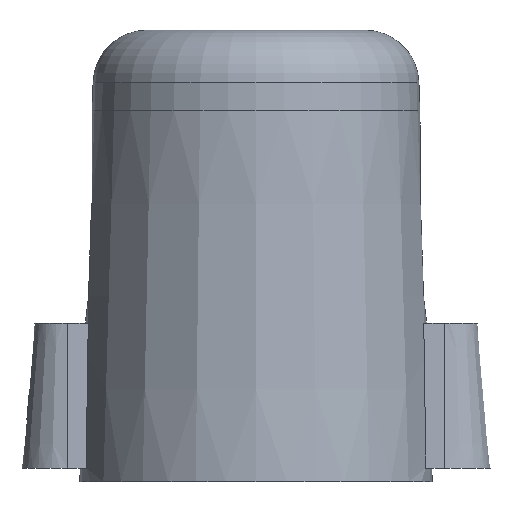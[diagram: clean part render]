
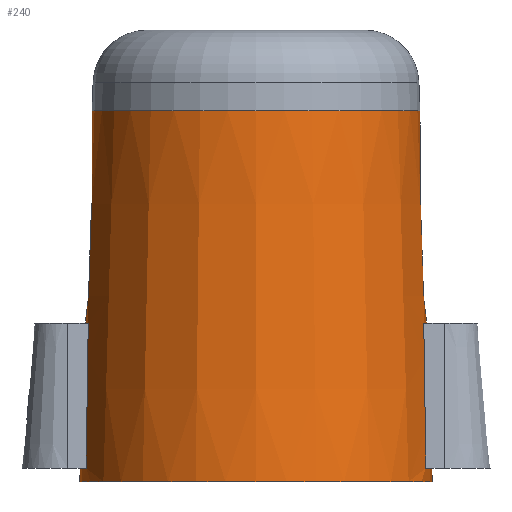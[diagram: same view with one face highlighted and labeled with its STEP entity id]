
A CAD part, left-side view. The second image highlights one B-rep face of the part: STEP entity #240.
In plain terms, the highlighted conical face has half-angle 1.9 degrees and reference radius 3.05 mm.
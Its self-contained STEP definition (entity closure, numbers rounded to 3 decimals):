
#15=FACE_BOUND('',#65,.T.);
#16=FACE_BOUND('',#66,.T.);
#21=CONICAL_SURFACE('',#274,3.05,0.033);
#22=CIRCLE('',#247,3.271);
#24=CIRCLE('',#250,3.181);
#26=CIRCLE('',#253,3.181);
#29=CIRCLE('',#265,3.271);
#34=CIRCLE('',#272,3.05);
#35=CIRCLE('',#275,3.279);
#49=FACE_OUTER_BOUND('',#64,.T.);
#64=EDGE_LOOP('',(#204,#205,#206,#207));
#65=EDGE_LOOP('',(#208,#209,#210,#211));
#66=EDGE_LOOP('',(#212,#213,#214,#215));
#81=LINE('',#426,#95);
#95=VECTOR('',#356,3.05);
#96=ELLIPSE('',#245,39.512,3.187);
#97=ELLIPSE('',#256,39.512,3.187);
#98=ELLIPSE('',#258,39.512,3.187);
#99=ELLIPSE('',#261,39.512,3.187);
#100=VERTEX_POINT('',#361);
#101=VERTEX_POINT('',#362);
#104=VERTEX_POINT('',#370);
#106=VERTEX_POINT('',#376);
#108=VERTEX_POINT('',#382);
#109=VERTEX_POINT('',#383);
#112=VERTEX_POINT('',#394);
#114=VERTEX_POINT('',#401);
#119=VERTEX_POINT('',#419);
#120=VERTEX_POINT('',#424);
#121=EDGE_CURVE('',#100,#101,#96,.T.);
#125=EDGE_CURVE('',#104,#100,#22,.T.);
#128=EDGE_CURVE('',#101,#106,#24,.T.);
#131=EDGE_CURVE('',#108,#109,#26,.T.);
#135=EDGE_CURVE('',#106,#104,#97,.T.);
#137=EDGE_CURVE('',#112,#108,#98,.T.);
#140=EDGE_CURVE('',#109,#114,#99,.T.);
#144=EDGE_CURVE('',#114,#112,#29,.T.);
#150=EDGE_CURVE('',#119,#119,#34,.T.);
#151=EDGE_CURVE('',#120,#120,#35,.F.);
#152=EDGE_CURVE('',#120,#119,#81,.T.);
#204=ORIENTED_EDGE('',*,*,#151,.F.);
#205=ORIENTED_EDGE('',*,*,#152,.T.);
#206=ORIENTED_EDGE('',*,*,#150,.F.);
#207=ORIENTED_EDGE('',*,*,#152,.F.);
#208=ORIENTED_EDGE('',*,*,#137,.T.);
#209=ORIENTED_EDGE('',*,*,#131,.T.);
#210=ORIENTED_EDGE('',*,*,#140,.T.);
#211=ORIENTED_EDGE('',*,*,#144,.T.);
#212=ORIENTED_EDGE('',*,*,#135,.T.);
#213=ORIENTED_EDGE('',*,*,#125,.T.);
#214=ORIENTED_EDGE('',*,*,#121,.T.);
#215=ORIENTED_EDGE('',*,*,#128,.T.);
#240=ADVANCED_FACE('',(#49,#15,#16),#21,.T.);
#245=AXIS2_PLACEMENT_3D('',#363,#281,#282);
#247=AXIS2_PLACEMENT_3D('',#371,#288,#289);
#250=AXIS2_PLACEMENT_3D('',#377,#295,#296);
#253=AXIS2_PLACEMENT_3D('',#384,#302,#303);
#256=AXIS2_PLACEMENT_3D('',#391,#310,#311);
#258=AXIS2_PLACEMENT_3D('',#395,#315,#316);
#261=AXIS2_PLACEMENT_3D('',#402,#323,#324);
#265=AXIS2_PLACEMENT_3D('',#409,#333,#334);
#272=AXIS2_PLACEMENT_3D('',#421,#348,#349);
#274=AXIS2_PLACEMENT_3D('',#423,#352,#353);
#275=AXIS2_PLACEMENT_3D('',#425,#354,#355);
#281=DIRECTION('center_axis',(0.996,0.,0.087));
#282=DIRECTION('ref_axis',(-0.087,0.,0.996));
#288=DIRECTION('center_axis',(0.,0.,-1.));
#289=DIRECTION('ref_axis',(1.,0.,0.));
#295=DIRECTION('center_axis',(0.,0.,1.));
#296=DIRECTION('ref_axis',(1.,0.,0.));
#302=DIRECTION('center_axis',(0.,0.,1.));
#303=DIRECTION('ref_axis',(1.,0.,0.));
#310=DIRECTION('center_axis',(-0.996,0.,
0.087));
#311=DIRECTION('ref_axis',(0.087,0.,0.996));
#315=DIRECTION('center_axis',(-0.996,0.,
0.087));
#316=DIRECTION('ref_axis',(0.087,0.,0.996));
#323=DIRECTION('center_axis',(0.996,0.,0.087));
#324=DIRECTION('ref_axis',(-0.087,0.,0.996));
#333=DIRECTION('center_axis',(0.,0.,-1.));
#334=DIRECTION('ref_axis',(1.,0.,0.));
#348=DIRECTION('center_axis',(0.,0.,1.));
#349=DIRECTION('ref_axis',(1.,0.,0.));
#352=DIRECTION('center_axis',(0.,0.,-1.));
#353=DIRECTION('ref_axis',(1.,0.,0.));
#354=DIRECTION('center_axis',(0.,0.,1.));
#355=DIRECTION('ref_axis',(1.,0.,0.));
#356=DIRECTION('',(0.033,0.,0.999));
#361=CARTESIAN_POINT('',(13.686,5.463,6.352));
#362=CARTESIAN_POINT('',(13.45,5.426,9.052));
#363=CARTESIAN_POINT('Origin',(14.142,2.304,1.143));
#370=CARTESIAN_POINT('',(11.986,5.463,6.352));
#371=CARTESIAN_POINT('Origin',(12.836,2.304,6.352));
#376=CARTESIAN_POINT('',(12.222,5.426,9.052));
#377=CARTESIAN_POINT('Origin',(12.836,2.304,9.052));
#382=CARTESIAN_POINT('',(12.222,-0.817,9.052));
#383=CARTESIAN_POINT('',(13.45,-0.817,9.052));
#384=CARTESIAN_POINT('Origin',(12.836,2.304,9.052));
#391=CARTESIAN_POINT('Origin',(11.53,2.304,1.143));
#394=CARTESIAN_POINT('',(11.986,-0.854,6.352));
#395=CARTESIAN_POINT('Origin',(11.53,2.304,1.143));
#401=CARTESIAN_POINT('',(13.686,-0.854,6.352));
#402=CARTESIAN_POINT('Origin',(14.142,2.304,1.143));
#409=CARTESIAN_POINT('Origin',(12.836,2.304,6.352));
#419=CARTESIAN_POINT('',(9.786,2.304,13.));
#421=CARTESIAN_POINT('Origin',(12.836,2.304,13.));
#423=CARTESIAN_POINT('Origin',(12.836,2.304,13.));
#424=CARTESIAN_POINT('',(9.557,2.304,6.1));
#425=CARTESIAN_POINT('Origin',(12.836,2.304,6.1));
#426=CARTESIAN_POINT('',(9.786,2.304,13.));
